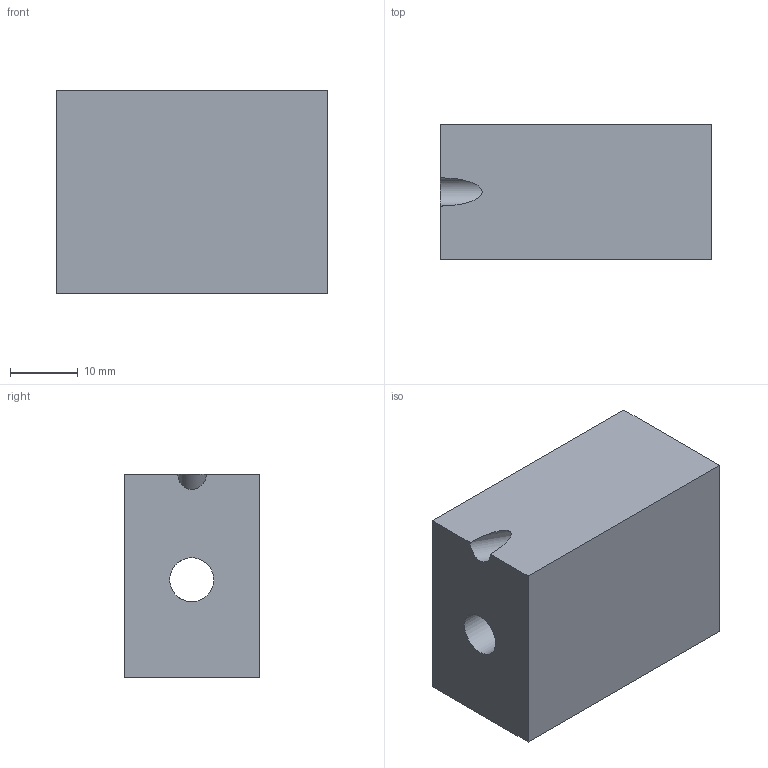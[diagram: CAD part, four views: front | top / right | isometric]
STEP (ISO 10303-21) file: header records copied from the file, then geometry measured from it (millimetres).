
FILE_DESCRIPTION(/* description */ (''),/* implementation_level */ '2;1');
FILE_NAME(/* name */ 'JIG v2.step',/* time_stamp */ '2024-09-17T19:18:11-07:00',/* author */ (''),/* organization */ (''),/* preprocessor_version */ 'ST-DEVELOPER v20',/* originating_system */ 'Autodesk Translation Framework v13.14.0.145',/* authorisation */ '');
FILE_SCHEMA (('AUTOMOTIVE_DESIGN { 1 0 10303 214 3 1 1 }'));
Length unit declared in the file: millimetre
Products named in the file (1): JIG
Bounding box: 40 x 20 x 30 mm (x, y, z)
Volume: 22028.4 mm3; surface area: 6465.5 mm2
Topology: 1 solids, 1 shells, 9 faces, 27 edges, 18 vertices
Faces by surface type: plane 6, cylinder 3
Full cylindrical faces by diameter (mm): 4.2 x2, 6.5 x1
Entity records: 424 total; most frequent: CARTESIAN_POINT 138, ORIENTED_EDGE 54, DIRECTION 47, EDGE_CURVE 27, VERTEX_POINT 18, LINE 17, VECTOR 17, AXIS2_PLACEMENT_3D 15
